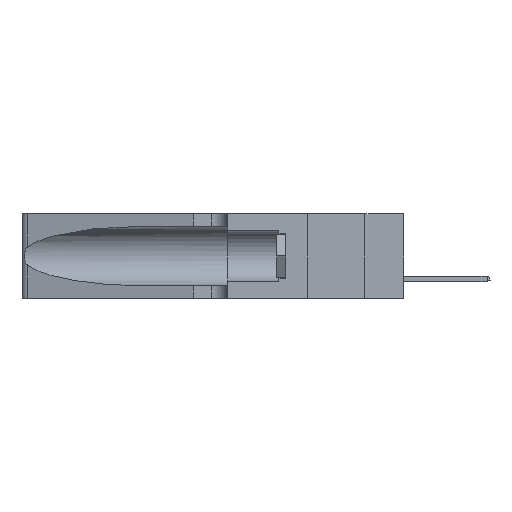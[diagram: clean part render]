
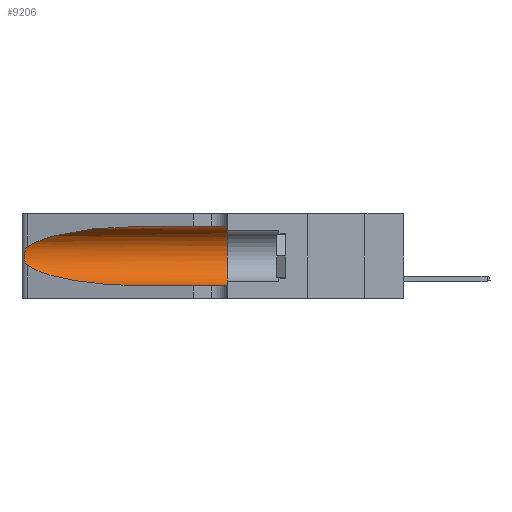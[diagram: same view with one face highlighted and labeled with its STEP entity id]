
A CAD part, left-side view. The second image highlights one B-rep face of the part: STEP entity #9206.
In plain terms, the highlighted cylindrical face has radius 3.308 mm (diameter 6.617 mm), a partial arc.
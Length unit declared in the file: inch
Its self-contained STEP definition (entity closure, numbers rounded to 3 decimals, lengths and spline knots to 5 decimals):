
#1669 = DIRECTION ( 'NONE',  ( 0., 0., 1. ) ) ;
#1792 = CARTESIAN_POINT ( 'NONE',  ( 0.25487, 1.22718, 0.22369 ) ) ;
#1903 = VERTEX_POINT ( 'NONE', #36958 ) ;
#1993 = CARTESIAN_POINT ( 'NONE',  ( 0.25487, 1.22718, 0.14631 ) ) ;
#4354 = VERTEX_POINT ( 'NONE', #41537 ) ;
#4549 = CARTESIAN_POINT ( 'NONE',  ( 0.1305, 1.61858, 0.31525 ) ) ;
#4990 = EDGE_CURVE ( 'NONE', #32572, #20082, #13102, .T. ) ;
#5676 = CARTESIAN_POINT ( 'NONE',  ( 0.26075, 1.23896, 0.178 ) ) ;
#7590 = DIRECTION ( 'NONE',  ( 0., -1., 0. ) ) ;
#7913 = ORIENTED_EDGE ( 'NONE', *, *, #27023, .T. ) ;
#8396 = CARTESIAN_POINT ( 'NONE',  ( 0.25639, 1.23186, 0.15144 ) ) ;
#8840 = CARTESIAN_POINT ( 'NONE',  ( 0.1305, 1.61858, 0.05475 ) ) ;
#8872 = ORIENTED_EDGE ( 'NONE', *, *, #31234, .T. ) ;
#9184 = CARTESIAN_POINT ( 'NONE',  ( 0.2373, 1.15595, 0.08982 ) ) ;
#9206 = ADVANCED_FACE ( 'NONE', ( #26333 ), #18432, .F. ) ;
#10820 = CARTESIAN_POINT ( 'NONE',  ( 0.1305, 0.35, 0.05475 ) ) ;
#13011 = CARTESIAN_POINT ( 'NONE',  ( 0.25639, 1.23184, 0.21858 ) ) ;
#13102 = CIRCLE ( 'NONE', #25207, 0.13025 ) ;
#13690 = LINE ( 'NONE', #4549, #37184 ) ;
#14167 = CARTESIAN_POINT ( 'NONE',  ( 0.26018, 1.23835, 0.19895 ) ) ;
#14535 = CARTESIAN_POINT ( 'NONE',  ( 0.25487, 1.22718, 0.14631 ) ) ;
#14594 = CARTESIAN_POINT ( 'NONE',  ( 0.1305, 0.72297, 0.31525 ) ) ;
#14904 = CARTESIAN_POINT ( 'NONE',  ( 0.26075, 1.23896, 0.19203 ) ) ;
#15280 = ORIENTED_EDGE ( 'NONE', *, *, #4990, .F. ) ;
#18432 = CYLINDRICAL_SURFACE ( 'NONE', #24145, 0.13025 ) ;
#18592 = CARTESIAN_POINT ( 'NONE',  ( 0.18966, 0.96281, 0.31525 ) ) ;
#18609 = CARTESIAN_POINT ( 'NONE',  ( 0.25789, 1.23486, 0.15765 ) ) ;
#20082 = VERTEX_POINT ( 'NONE', #10820 ) ;
#22103 = ORIENTED_EDGE ( 'NONE', *, *, #30561, .T. ) ;
#23717 =( BOUNDED_CURVE ( )  B_SPLINE_CURVE ( 3, ( #14594, #18592, #41944, #25339 ),
 .UNSPECIFIED., .F., .F. ) 
 B_SPLINE_CURVE_WITH_KNOTS ( ( 4, 4 ),
 ( 1.5708, 2.84003 ),
 .UNSPECIFIED. ) 
 CURVE ( )  GEOMETRIC_REPRESENTATION_ITEM ( )  RATIONAL_B_SPLINE_CURVE ( ( 1., 0.87, 0.87, 1. ) ) 
 REPRESENTATION_ITEM ( '' )  );
#23999 = CARTESIAN_POINT ( 'NONE',  ( 0.25854, 1.2359, 0.20912 ) ) ;
#24145 = AXIS2_PLACEMENT_3D ( 'NONE', #40833, #7590, #33589 ) ;
#24560 = CARTESIAN_POINT ( 'NONE',  ( 0.1305, 0.35, 0.185 ) ) ;
#25041 = CARTESIAN_POINT ( 'NONE',  ( 0.25856, 1.23593, 0.16098 ) ) ;
#25207 = AXIS2_PLACEMENT_3D ( 'NONE', #24560, #41485, #1669 ) ;
#25339 = CARTESIAN_POINT ( 'NONE',  ( 0.25487, 1.22718, 0.22369 ) ) ;
#26333 = FACE_OUTER_BOUND ( 'NONE', #37672, .T. ) ;
#26866 = CARTESIAN_POINT ( 'NONE',  ( 0.1305, 0.35, 0.31525 ) ) ;
#27023 = EDGE_CURVE ( 'NONE', #4354, #35571, #37316, .T. ) ;
#27495 = CARTESIAN_POINT ( 'NONE',  ( 0.25787, 1.23484, 0.2124 ) ) ;
#28815 = CARTESIAN_POINT ( 'NONE',  ( 0.26017, 1.23833, 0.17102 ) ) ;
#29340 = VERTEX_POINT ( 'NONE', #42874 ) ;
#29774 = CARTESIAN_POINT ( 'NONE',  ( 0.1305, 0.72297, 0.05475 ) ) ;
#30194 = ORIENTED_EDGE ( 'NONE', *, *, #34868, .F. ) ;
#30217 = ORIENTED_EDGE ( 'NONE', *, *, #38349, .T. ) ;
#30358 = VECTOR ( 'NONE', #42257, 39.37008 ) ;
#30561 = EDGE_CURVE ( 'NONE', #29340, #20082, #38746, .T. ) ;
#31234 = EDGE_CURVE ( 'NONE', #35571, #29340, #32845, .T. ) ;
#31238 = DIRECTION ( 'NONE',  ( 0., -1., 0. ) ) ;
#32572 = VERTEX_POINT ( 'NONE', #26866 ) ;
#32845 =( BOUNDED_CURVE ( )  B_SPLINE_CURVE ( 3, ( #42457, #9184, #36017, #29774 ),
 .UNSPECIFIED., .F., .F. ) 
 B_SPLINE_CURVE_WITH_KNOTS ( ( 4, 4 ),
 ( 3.44316, 4.71239 ),
 .UNSPECIFIED. ) 
 CURVE ( )  GEOMETRIC_REPRESENTATION_ITEM ( )  RATIONAL_B_SPLINE_CURVE ( ( 1., 0.87, 0.87, 1. ) ) 
 REPRESENTATION_ITEM ( '' )  );
#33589 = DIRECTION ( 'NONE',  ( 0., 0., -1. ) ) ;
#34868 = EDGE_CURVE ( 'NONE', #1903, #32572, #13690, .T. ) ;
#35571 = VERTEX_POINT ( 'NONE', #14535 ) ;
#35774 = CARTESIAN_POINT ( 'NONE',  ( 0.25555, 1.22994, 0.2215 ) ) ;
#36017 = CARTESIAN_POINT ( 'NONE',  ( 0.18966, 0.96281, 0.05475 ) ) ;
#36958 = CARTESIAN_POINT ( 'NONE',  ( 0.1305, 0.72297, 0.31525 ) ) ;
#37184 = VECTOR ( 'NONE', #31238, 39.37008 ) ;
#37316 = B_SPLINE_CURVE_WITH_KNOTS ( 'NONE', 3,
 ( #1792, #35774, #13011, #27495, #23999, #14167, #14904, #5676, #28815, #25041, #18609, #8396, #41965, #1993 ),
 .UNSPECIFIED., .F., .F.,
 ( 4, 2, 2, 2, 2, 2, 4 ),
 ( 0., 0.00027, 0.00053, 0.00107, 0.0016, 0.00187, 0.00214 ),
 .UNSPECIFIED. ) ;
#37672 = EDGE_LOOP ( 'NONE', ( #30217, #7913, #8872, #22103, #15280, #30194 ) ) ;
#38349 = EDGE_CURVE ( 'NONE', #1903, #4354, #23717, .T. ) ;
#38746 = LINE ( 'NONE', #8840, #30358 ) ;
#40833 = CARTESIAN_POINT ( 'NONE',  ( 0.1305, 1.61858, 0.185 ) ) ;
#41485 = DIRECTION ( 'NONE',  ( 0., 1., 0. ) ) ;
#41537 = CARTESIAN_POINT ( 'NONE',  ( 0.25487, 1.22718, 0.22369 ) ) ;
#41944 = CARTESIAN_POINT ( 'NONE',  ( 0.2373, 1.15595, 0.28018 ) ) ;
#41965 = CARTESIAN_POINT ( 'NONE',  ( 0.25555, 1.22993, 0.14849 ) ) ;
#42257 = DIRECTION ( 'NONE',  ( 0., -1., 0. ) ) ;
#42457 = CARTESIAN_POINT ( 'NONE',  ( 0.25487, 1.22718, 0.14631 ) ) ;
#42874 = CARTESIAN_POINT ( 'NONE',  ( 0.1305, 0.72297, 0.05475 ) ) ;
